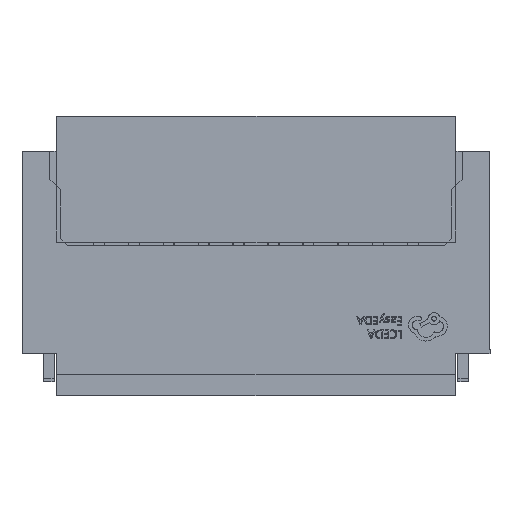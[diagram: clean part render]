
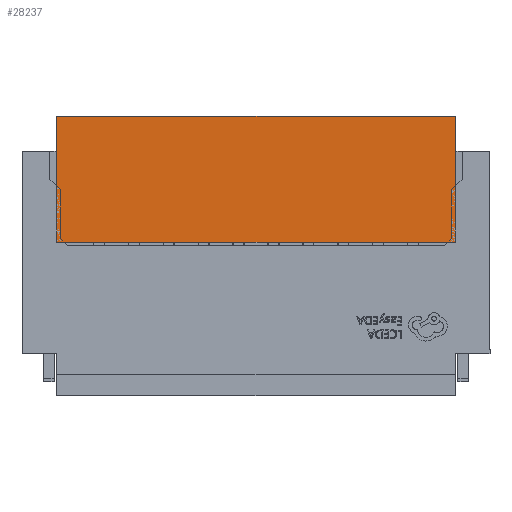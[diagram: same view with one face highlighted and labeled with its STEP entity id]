
A CAD part, top view. The second image highlights one B-rep face of the part: STEP entity #28237.
In plain terms, the highlighted planar face has unit normal (0, 0, 1).
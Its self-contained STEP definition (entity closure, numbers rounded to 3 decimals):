
#122 = VECTOR ( 'NONE', #25118, 1000. ) ;
#383 = CARTESIAN_POINT ( 'NONE',  ( -2.85, 0.199, 1. ) ) ;
#1015 = EDGE_CURVE ( 'NONE', #12046, #32812, #22963, .T. ) ;
#3793 = LINE ( 'NONE', #13875, #10659 ) ;
#3856 = EDGE_LOOP ( 'NONE', ( #8412, #23183, #17509, #23603 ) ) ;
#4091 = VERTEX_POINT ( 'NONE', #8422 ) ;
#4242 = VECTOR ( 'NONE', #22652, 1000. ) ;
#5390 = LINE ( 'NONE', #7886, #4242 ) ;
#7886 = CARTESIAN_POINT ( 'NONE',  ( -2.85, 2., 1. ) ) ;
#8412 = ORIENTED_EDGE ( 'NONE', *, *, #1015, .T. ) ;
#8422 = CARTESIAN_POINT ( 'NONE',  ( -2.85, 2., 1. ) ) ;
#9578 = CARTESIAN_POINT ( 'NONE',  ( -2.85, 0.199, 1. ) ) ;
#10350 = CARTESIAN_POINT ( 'NONE',  ( 2.85, 0.199, 1. ) ) ;
#10659 = VECTOR ( 'NONE', #18544, 1000. ) ;
#11380 = EDGE_CURVE ( 'NONE', #4091, #28047, #5390, .T. ) ;
#12046 = VERTEX_POINT ( 'NONE', #383 ) ;
#12374 = DIRECTION ( 'NONE',  ( 0., 0., 1. ) ) ;
#12510 = DIRECTION ( 'NONE',  ( 0., -1., 0. ) ) ;
#13875 = CARTESIAN_POINT ( 'NONE',  ( -2.85, 0.199, 1. ) ) ;
#15616 = CARTESIAN_POINT ( 'NONE',  ( 2.85, 0.199, 1. ) ) ;
#17509 = ORIENTED_EDGE ( 'NONE', *, *, #11380, .F. ) ;
#18544 = DIRECTION ( 'NONE',  ( 0., -1., 0. ) ) ;
#18689 = FACE_OUTER_BOUND ( 'NONE', #3856, .T. ) ;
#20295 = CARTESIAN_POINT ( 'NONE',  ( 2.85, 2., 1. ) ) ;
#22652 = DIRECTION ( 'NONE',  ( 1., 0., 0. ) ) ;
#22963 = LINE ( 'NONE', #27799, #122 ) ;
#23183 = ORIENTED_EDGE ( 'NONE', *, *, #30756, .F. ) ;
#23603 = ORIENTED_EDGE ( 'NONE', *, *, #26001, .T. ) ;
#24397 = VECTOR ( 'NONE', #12510, 1000. ) ;
#24496 = AXIS2_PLACEMENT_3D ( 'NONE', #9578, #12374, #32329 ) ;
#25118 = DIRECTION ( 'NONE',  ( 1., 0., 0. ) ) ;
#26001 = EDGE_CURVE ( 'NONE', #4091, #12046, #3793, .T. ) ;
#26157 = PLANE ( 'NONE',  #24496 ) ;
#27799 = CARTESIAN_POINT ( 'NONE',  ( -2.85, 0.199, 1. ) ) ;
#27975 = LINE ( 'NONE', #10350, #24397 ) ;
#28047 = VERTEX_POINT ( 'NONE', #20295 ) ;
#28237 = ADVANCED_FACE ( 'NONE', ( #18689 ), #26157, .T. ) ;
#30756 = EDGE_CURVE ( 'NONE', #28047, #32812, #27975, .T. ) ;
#32329 = DIRECTION ( 'NONE',  ( -1., 0., 0. ) ) ;
#32812 = VERTEX_POINT ( 'NONE', #15616 ) ;
